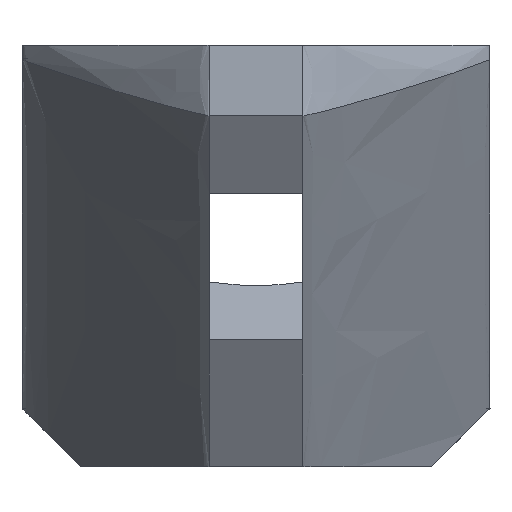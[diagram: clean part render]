
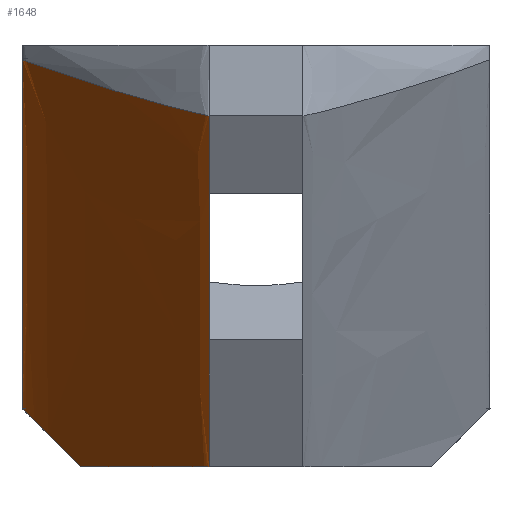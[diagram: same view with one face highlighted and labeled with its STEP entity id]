
A CAD part, left-side view. The second image highlights one B-rep face of the part: STEP entity #1648.
In plain terms, the highlighted free-form (B-spline) face has degree [3, 3] with [10, 4] control points.
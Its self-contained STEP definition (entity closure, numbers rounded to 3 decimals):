
#35=B_SPLINE_SURFACE_WITH_KNOTS('',3,3,((#3887,#3888,#3889,#3890),(#3891,
#3892,#3893,#3894),(#3895,#3896,#3897,#3898),(#3899,#3900,#3901,#3902),
(#3903,#3904,#3905,#3906),(#3907,#3908,#3909,#3910),(#3911,#3912,#3913,
#3914),(#3915,#3916,#3917,#3918),(#3919,#3920,#3921,#3922),(#3923,#3924,
#3925,#3926)),.UNSPECIFIED.,.F.,.F.,.F.,(4,1,1,1,1,1,1,4),(4,4),(0.,0.143,
0.286,0.429,0.571,0.714,
0.857,1.),(1.508,5.78),.UNSPECIFIED.);
#111=B_SPLINE_CURVE_WITH_KNOTS('',3,(#2335,#2336,#2337,#2338,#2339,#2340,
#2341,#2342,#2343,#2344,#2345,#2346,#2347,#2348),.UNSPECIFIED.,.F.,.F.,
(4,2,2,2,2,2,4),(0.711,1.977,2.299,2.364,
2.382,2.388,2.392),.UNSPECIFIED.);
#117=B_SPLINE_CURVE_WITH_KNOTS('',3,(#3365,#3366,#3367,#3368),
 .UNSPECIFIED.,.F.,.F.,(4,4),(-5.296,-1.709),
 .UNSPECIFIED.);
#132=B_SPLINE_CURVE_WITH_KNOTS('',3,(#3749,#3750,#3751,#3752,#3753,#3754,
#3755,#3756,#3757,#3758,#3759,#3760),.UNSPECIFIED.,.F.,.F.,(4,2,2,2,2,4),
(-1.17,-1.152,-1.128,-1.058,
-0.818,-0.055),.UNSPECIFIED.);
#138=B_SPLINE_CURVE_WITH_KNOTS('',3,(#3927,#3928,#3929,#3930,#3931,#3932,
#3933,#3934,#3935,#3936,#3937,#3938,#3939,#3940,#3941,#3942,#3943,#3944,
#3945,#3946),.UNSPECIFIED.,.F.,.F.,(4,2,2,2,2,2,2,2,2,4),(0.,0.007,
0.029,0.145,0.847,1.162,
1.25,1.274,1.29,1.29),
 .UNSPECIFIED.);
#281=FACE_OUTER_BOUND('',#406,.T.);
#406=EDGE_LOOP('',(#1383,#1384,#1385,#1386,#1387,#1388,#1389));
#453=LINE('',#2289,#570);
#458=LINE('',#2298,#575);
#465=LINE('',#2311,#582);
#570=VECTOR('',#1858,10.);
#575=VECTOR('',#1865,10.);
#582=VECTOR('',#1876,10.);
#694=VERTEX_POINT('',#2282);
#696=VERTEX_POINT('',#2288);
#699=VERTEX_POINT('',#2296);
#703=VERTEX_POINT('',#2309);
#708=VERTEX_POINT('',#2334);
#758=VERTEX_POINT('',#3363);
#759=VERTEX_POINT('',#3364);
#841=EDGE_CURVE('',#696,#694,#453,.T.);
#846=EDGE_CURVE('',#694,#699,#458,.T.);
#853=EDGE_CURVE('',#699,#703,#465,.T.);
#859=EDGE_CURVE('',#708,#696,#111,.T.);
#932=EDGE_CURVE('',#758,#759,#117,.T.);
#1015=EDGE_CURVE('',#759,#708,#132,.T.);
#1021=EDGE_CURVE('',#703,#758,#138,.T.);
#1383=ORIENTED_EDGE('',*,*,#841,.T.);
#1384=ORIENTED_EDGE('',*,*,#846,.T.);
#1385=ORIENTED_EDGE('',*,*,#853,.T.);
#1386=ORIENTED_EDGE('',*,*,#1021,.T.);
#1387=ORIENTED_EDGE('',*,*,#932,.T.);
#1388=ORIENTED_EDGE('',*,*,#1015,.T.);
#1389=ORIENTED_EDGE('',*,*,#859,.T.);
#1648=ADVANCED_FACE('',(#281),#35,.T.);
#1858=DIRECTION('',(-0.555,0.,0.832));
#1865=DIRECTION('',(-0.555,0.,0.832));
#1876=DIRECTION('',(-0.555,0.,0.832));
#2282=CARTESIAN_POINT('',(-91.626,4.,-107.16));
#2288=CARTESIAN_POINT('',(-84.4,4.,-118.));
#2289=CARTESIAN_POINT('',(-88.853,4.,-111.321));
#2296=CARTESIAN_POINT('',(-99.947,4.,-94.679));
#2298=CARTESIAN_POINT('',(-88.853,4.,-111.321));
#2309=CARTESIAN_POINT('',(-104.4,4.,-88.));
#2311=CARTESIAN_POINT('',(-88.853,4.,-111.321));
#2334=CARTESIAN_POINT('',(-72.381,15.,-118.));
#2335=CARTESIAN_POINT('Ctrl Pts',(-72.381,15.,-118.));
#2336=CARTESIAN_POINT('Ctrl Pts',(-75.258,12.715,-118.));
#2337=CARTESIAN_POINT('Ctrl Pts',(-78.393,10.06,-118.));
#2338=CARTESIAN_POINT('Ctrl Pts',(-81.431,7.269,-118.));
#2339=CARTESIAN_POINT('Ctrl Pts',(-82.82,5.979,-118.));
#2340=CARTESIAN_POINT('Ctrl Pts',(-83.865,4.817,-118.));
#2341=CARTESIAN_POINT('Ctrl Pts',(-84.097,4.548,-118.));
#2342=CARTESIAN_POINT('Ctrl Pts',(-84.287,4.267,-118.));
#2343=CARTESIAN_POINT('Ctrl Pts',(-84.334,4.194,-118.));
#2344=CARTESIAN_POINT('Ctrl Pts',(-84.375,4.104,-118.));
#2345=CARTESIAN_POINT('Ctrl Pts',(-84.385,4.079,-118.));
#2346=CARTESIAN_POINT('Ctrl Pts',(-84.396,4.037,-118.));
#2347=CARTESIAN_POINT('Ctrl Pts',(-84.4,4.018,-118.));
#2348=CARTESIAN_POINT('Ctrl Pts',(-84.4,4.,-118.));
#3363=CARTESIAN_POINT('',(-88.4,20.,-83.156));
#3364=CARTESIAN_POINT('',(-68.504,20.,-113.));
#3365=CARTESIAN_POINT('Ctrl Pts',(-88.4,20.,-83.156));
#3366=CARTESIAN_POINT('Ctrl Pts',(-81.768,20.,-93.104));
#3367=CARTESIAN_POINT('Ctrl Pts',(-75.136,20.,-103.052));
#3368=CARTESIAN_POINT('Ctrl Pts',(-68.504,20.,-113.));
#3749=CARTESIAN_POINT('Ctrl Pts',(-68.504,20.,-113.));
#3750=CARTESIAN_POINT('Ctrl Pts',(-68.532,20.,-113.));
#3751=CARTESIAN_POINT('Ctrl Pts',(-68.56,19.995,-113.005));
#3752=CARTESIAN_POINT('Ctrl Pts',(-68.621,19.978,-113.022));
#3753=CARTESIAN_POINT('Ctrl Pts',(-68.655,19.963,-113.037));
#3754=CARTESIAN_POINT('Ctrl Pts',(-68.775,19.903,-113.097));
#3755=CARTESIAN_POINT('Ctrl Pts',(-68.867,19.836,-113.164));
#3756=CARTESIAN_POINT('Ctrl Pts',(-69.227,19.54,-113.46));
#3757=CARTESIAN_POINT('Ctrl Pts',(-69.537,19.183,-113.817));
#3758=CARTESIAN_POINT('Ctrl Pts',(-70.501,17.997,-115.003));
#3759=CARTESIAN_POINT('Ctrl Pts',(-71.418,16.627,-116.373));
#3760=CARTESIAN_POINT('Ctrl Pts',(-72.381,15.,-118.));
#3887=CARTESIAN_POINT('Ctrl Pts',(-67.389,20.,-114.672));
#3888=CARTESIAN_POINT('Ctrl Pts',(-75.289,20.,-102.823));
#3889=CARTESIAN_POINT('Ctrl Pts',(-83.188,20.,-90.974));
#3890=CARTESIAN_POINT('Ctrl Pts',(-91.087,20.,-79.125));
#3891=CARTESIAN_POINT('Ctrl Pts',(-67.479,20.,-114.732));
#3892=CARTESIAN_POINT('Ctrl Pts',(-75.378,20.,-102.883));
#3893=CARTESIAN_POINT('Ctrl Pts',(-83.278,20.,-91.034));
#3894=CARTESIAN_POINT('Ctrl Pts',(-91.177,20.,-79.185));
#3895=CARTESIAN_POINT('Ctrl Pts',(-67.857,19.788,-114.984));
#3896=CARTESIAN_POINT('Ctrl Pts',(-75.757,19.788,-103.135));
#3897=CARTESIAN_POINT('Ctrl Pts',(-83.656,19.788,-91.286));
#3898=CARTESIAN_POINT('Ctrl Pts',(-91.555,19.788,-79.437));
#3899=CARTESIAN_POINT('Ctrl Pts',(-69.517,18.203,-116.09));
#3900=CARTESIAN_POINT('Ctrl Pts',(-77.416,18.203,-104.241));
#3901=CARTESIAN_POINT('Ctrl Pts',(-85.316,18.203,-92.392));
#3902=CARTESIAN_POINT('Ctrl Pts',(-93.215,18.203,-80.543));
#3903=CARTESIAN_POINT('Ctrl Pts',(-72.613,14.79,-118.154));
#3904=CARTESIAN_POINT('Ctrl Pts',(-80.512,14.79,-106.305));
#3905=CARTESIAN_POINT('Ctrl Pts',(-88.411,14.79,-94.456));
#3906=CARTESIAN_POINT('Ctrl Pts',(-96.311,14.79,-82.607));
#3907=CARTESIAN_POINT('Ctrl Pts',(-76.373,10.272,-120.661));
#3908=CARTESIAN_POINT('Ctrl Pts',(-84.272,10.272,-108.812));
#3909=CARTESIAN_POINT('Ctrl Pts',(-92.172,10.272,-96.963));
#3910=CARTESIAN_POINT('Ctrl Pts',(-100.071,10.272,-85.114));
#3911=CARTESIAN_POINT('Ctrl Pts',(-79.204,6.561,-122.548));
#3912=CARTESIAN_POINT('Ctrl Pts',(-87.104,6.561,-110.699));
#3913=CARTESIAN_POINT('Ctrl Pts',(-95.003,6.561,-98.85));
#3914=CARTESIAN_POINT('Ctrl Pts',(-102.902,6.561,-87.001));
#3915=CARTESIAN_POINT('Ctrl Pts',(-80.525,4.564,-123.429));
#3916=CARTESIAN_POINT('Ctrl Pts',(-88.424,4.564,-111.58));
#3917=CARTESIAN_POINT('Ctrl Pts',(-96.324,4.564,-99.731));
#3918=CARTESIAN_POINT('Ctrl Pts',(-104.223,4.564,-87.882));
#3919=CARTESIAN_POINT('Ctrl Pts',(-80.702,4.108,-123.547));
#3920=CARTESIAN_POINT('Ctrl Pts',(-88.601,4.108,-111.698));
#3921=CARTESIAN_POINT('Ctrl Pts',(-96.501,4.108,-99.849));
#3922=CARTESIAN_POINT('Ctrl Pts',(-104.4,4.108,-88.));
#3923=CARTESIAN_POINT('Ctrl Pts',(-80.702,4.,-123.547));
#3924=CARTESIAN_POINT('Ctrl Pts',(-88.601,4.,-111.698));
#3925=CARTESIAN_POINT('Ctrl Pts',(-96.501,4.,-99.849));
#3926=CARTESIAN_POINT('Ctrl Pts',(-104.4,4.,-88.));
#3927=CARTESIAN_POINT('Ctrl Pts',(-104.4,4.,-88.));
#3928=CARTESIAN_POINT('Ctrl Pts',(-104.4,4.024,-88.));
#3929=CARTESIAN_POINT('Ctrl Pts',(-104.395,4.05,-87.998));
#3930=CARTESIAN_POINT('Ctrl Pts',(-104.369,4.142,-87.991));
#3931=CARTESIAN_POINT('Ctrl Pts',(-104.328,4.226,-87.978));
#3932=CARTESIAN_POINT('Ctrl Pts',(-104.073,4.691,-87.901));
#3933=CARTESIAN_POINT('Ctrl Pts',(-103.6,5.293,-87.758));
#3934=CARTESIAN_POINT('Ctrl Pts',(-101.349,8.059,-87.076));
#3935=CARTESIAN_POINT('Ctrl Pts',(-97.353,12.223,-85.866));
#3936=CARTESIAN_POINT('Ctrl Pts',(-92.151,17.122,-84.291));
#3937=CARTESIAN_POINT('Ctrl Pts',(-90.76,18.353,-83.87));
#3938=CARTESIAN_POINT('Ctrl Pts',(-89.5,19.347,-83.488));
#3939=CARTESIAN_POINT('Ctrl Pts',(-89.126,19.631,-83.375));
#3940=CARTESIAN_POINT('Ctrl Pts',(-88.745,19.864,-83.26));
#3941=CARTESIAN_POINT('Ctrl Pts',(-88.647,19.92,-83.23));
#3942=CARTESIAN_POINT('Ctrl Pts',(-88.501,19.982,-83.186));
#3943=CARTESIAN_POINT('Ctrl Pts',(-88.445,20.,-83.169));
#3944=CARTESIAN_POINT('Ctrl Pts',(-88.401,20.,-83.156));
#3945=CARTESIAN_POINT('Ctrl Pts',(-88.401,20.,-83.156));
#3946=CARTESIAN_POINT('Ctrl Pts',(-88.4,20.,-83.156));
